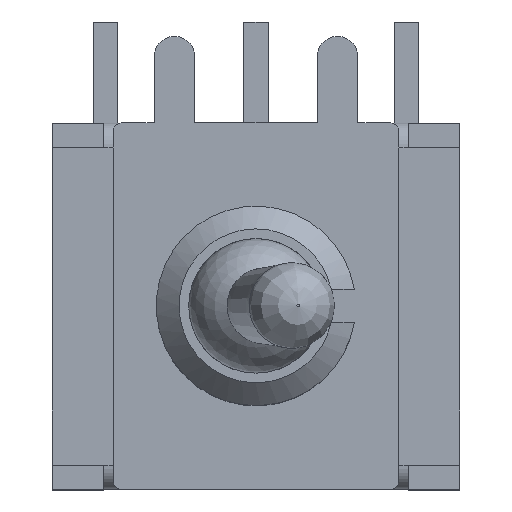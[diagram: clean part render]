
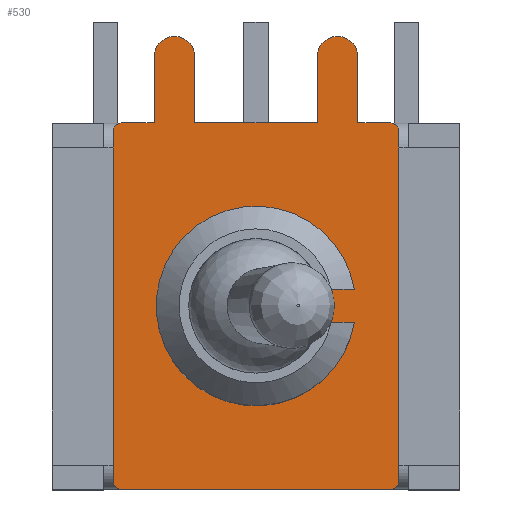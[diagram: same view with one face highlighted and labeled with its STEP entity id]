
A CAD part, top view. The second image highlights one B-rep face of the part: STEP entity #530.
In plain terms, the highlighted planar face has unit normal (0, 0, 1).
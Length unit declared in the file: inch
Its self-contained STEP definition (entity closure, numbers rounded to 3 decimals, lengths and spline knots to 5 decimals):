
#354=CARTESIAN_POINT('',(0.19272,0.35911,0.36969));
#355=DIRECTION('',(0.0,0.0,-1.0));
#356=DIRECTION('',(-1.0,0.0,0.0));
#357=AXIS2_PLACEMENT_3D('',#354,#355,#356);
#358=PLANE('',#357);
#359=CARTESIAN_POINT('',(-0.1752,0.21516,0.36969));
#360=VERTEX_POINT('',#359);
#361=CARTESIAN_POINT('',(-0.16535,0.225,0.36969));
#362=VERTEX_POINT('',#361);
#363=CARTESIAN_POINT('',(-0.16535,0.21516,0.36969));
#364=DIRECTION('',(0.0,0.0,-1.0));
#365=DIRECTION('',(-0.707,0.707,0.0));
#366=AXIS2_PLACEMENT_3D('',#363,#364,#365);
#367=CIRCLE('',#366,0.00984);
#368=EDGE_CURVE('',#360,#362,#367,.T.);
#369=ORIENTED_EDGE('',*,*,#368,.F.);
#370=CARTESIAN_POINT('',(-0.1752,-0.21516,0.36969));
#371=VERTEX_POINT('',#370);
#372=CARTESIAN_POINT('',(-0.1752,-0.21516,0.36969));
#373=DIRECTION('',(0.0,1.0,0.0));
#374=VECTOR('',#373,0.43031);
#375=LINE('',#372,#374);
#376=EDGE_CURVE('',#371,#360,#375,.T.);
#377=ORIENTED_EDGE('',*,*,#376,.F.);
#378=CARTESIAN_POINT('',(-0.16535,-0.225,0.36969));
#379=VERTEX_POINT('',#378);
#380=CARTESIAN_POINT('',(-0.16535,-0.21516,0.36969));
#381=DIRECTION('',(0.0,0.0,-1.0));
#382=DIRECTION('',(-0.707,-0.707,0.0));
#383=AXIS2_PLACEMENT_3D('',#380,#381,#382);
#384=CIRCLE('',#383,0.00984);
#385=EDGE_CURVE('',#379,#371,#384,.T.);
#386=ORIENTED_EDGE('',*,*,#385,.F.);
#387=CARTESIAN_POINT('',(0.16535,-0.225,0.36969));
#388=VERTEX_POINT('',#387);
#389=CARTESIAN_POINT('',(0.16535,-0.225,0.36969));
#390=DIRECTION('',(-1.0,0.0,0.0));
#391=VECTOR('',#390,0.33071);
#392=LINE('',#389,#391);
#393=EDGE_CURVE('',#388,#379,#392,.T.);
#394=ORIENTED_EDGE('',*,*,#393,.F.);
#395=CARTESIAN_POINT('',(0.1752,-0.21516,0.36969));
#396=VERTEX_POINT('',#395);
#397=CARTESIAN_POINT('',(0.16535,-0.21516,0.36969));
#398=DIRECTION('',(0.0,0.0,-1.0));
#399=DIRECTION('',(0.707,-0.707,0.0));
#400=AXIS2_PLACEMENT_3D('',#397,#398,#399);
#401=CIRCLE('',#400,0.00984);
#402=EDGE_CURVE('',#396,#388,#401,.T.);
#403=ORIENTED_EDGE('',*,*,#402,.F.);
#404=CARTESIAN_POINT('',(0.1752,0.21516,0.36969));
#405=VERTEX_POINT('',#404);
#406=CARTESIAN_POINT('',(0.1752,0.21516,0.36969));
#407=DIRECTION('',(0.0,-1.0,0.0));
#408=VECTOR('',#407,0.43031);
#409=LINE('',#406,#408);
#410=EDGE_CURVE('',#405,#396,#409,.T.);
#411=ORIENTED_EDGE('',*,*,#410,.F.);
#412=CARTESIAN_POINT('',(0.16535,0.225,0.36969));
#413=VERTEX_POINT('',#412);
#414=CARTESIAN_POINT('',(0.16535,0.21516,0.36969));
#415=DIRECTION('',(0.0,0.0,-1.0));
#416=DIRECTION('',(0.707,0.707,0.0));
#417=AXIS2_PLACEMENT_3D('',#414,#415,#416);
#418=CIRCLE('',#417,0.00984);
#419=EDGE_CURVE('',#413,#405,#418,.T.);
#420=ORIENTED_EDGE('',*,*,#419,.F.);
#421=CARTESIAN_POINT('',(0.125,0.225,0.36969));
#422=VERTEX_POINT('',#421);
#423=CARTESIAN_POINT('',(0.125,0.225,0.36969));
#424=DIRECTION('',(1.0,0.0,0.0));
#425=VECTOR('',#424,0.04035);
#426=LINE('',#423,#425);
#427=EDGE_CURVE('',#422,#413,#426,.T.);
#428=ORIENTED_EDGE('',*,*,#427,.F.);
#429=CARTESIAN_POINT('',(0.125,0.3063,0.36969));
#430=VERTEX_POINT('',#429);
#431=CARTESIAN_POINT('',(0.125,0.3063,0.36969));
#432=DIRECTION('',(0.0,-1.0,0.0));
#433=VECTOR('',#432,0.0813);
#434=LINE('',#431,#433);
#435=EDGE_CURVE('',#430,#422,#434,.T.);
#436=ORIENTED_EDGE('',*,*,#435,.F.);
#437=CARTESIAN_POINT('',(0.075,0.3063,0.36969));
#438=VERTEX_POINT('',#437);
#439=CARTESIAN_POINT('',(0.1,0.3063,0.36969));
#440=DIRECTION('',(0.0,0.0,-1.0));
#441=DIRECTION('',(-1.0,0.0,0.0));
#442=AXIS2_PLACEMENT_3D('',#439,#440,#441);
#443=CIRCLE('',#442,0.025);
#444=EDGE_CURVE('',#438,#430,#443,.T.);
#445=ORIENTED_EDGE('',*,*,#444,.F.);
#446=CARTESIAN_POINT('',(0.075,0.225,0.36969));
#447=VERTEX_POINT('',#446);
#448=CARTESIAN_POINT('',(0.075,0.225,0.36969));
#449=DIRECTION('',(0.0,1.0,0.0));
#450=VECTOR('',#449,0.0813);
#451=LINE('',#448,#450);
#452=EDGE_CURVE('',#447,#438,#451,.T.);
#453=ORIENTED_EDGE('',*,*,#452,.F.);
#454=CARTESIAN_POINT('',(-0.075,0.225,0.36969));
#455=VERTEX_POINT('',#454);
#456=CARTESIAN_POINT('',(-0.075,0.225,0.36969));
#457=DIRECTION('',(1.0,0.0,0.0));
#458=VECTOR('',#457,0.15);
#459=LINE('',#456,#458);
#460=EDGE_CURVE('',#455,#447,#459,.T.);
#461=ORIENTED_EDGE('',*,*,#460,.F.);
#462=CARTESIAN_POINT('',(-0.075,0.3063,0.36969));
#463=VERTEX_POINT('',#462);
#464=CARTESIAN_POINT('',(-0.075,0.3063,0.36969));
#465=DIRECTION('',(0.0,-1.0,0.0));
#466=VECTOR('',#465,0.0813);
#467=LINE('',#464,#466);
#468=EDGE_CURVE('',#463,#455,#467,.T.);
#469=ORIENTED_EDGE('',*,*,#468,.F.);
#470=CARTESIAN_POINT('',(-0.125,0.3063,0.36969));
#471=VERTEX_POINT('',#470);
#472=CARTESIAN_POINT('',(-0.1,0.3063,0.36969));
#473=DIRECTION('',(0.0,0.0,-1.0));
#474=DIRECTION('',(-1.0,0.0,0.0));
#475=AXIS2_PLACEMENT_3D('',#472,#473,#474);
#476=CIRCLE('',#475,0.025);
#477=EDGE_CURVE('',#471,#463,#476,.T.);
#478=ORIENTED_EDGE('',*,*,#477,.F.);
#479=CARTESIAN_POINT('',(-0.125,0.225,0.36969));
#480=VERTEX_POINT('',#479);
#481=CARTESIAN_POINT('',(-0.125,0.225,0.36969));
#482=DIRECTION('',(0.0,1.0,0.0));
#483=VECTOR('',#482,0.0813);
#484=LINE('',#481,#483);
#485=EDGE_CURVE('',#480,#471,#484,.T.);
#486=ORIENTED_EDGE('',*,*,#485,.F.);
#487=CARTESIAN_POINT('',(-0.16535,0.225,0.36969));
#488=DIRECTION('',(1.0,0.0,0.0));
#489=VECTOR('',#488,0.04035);
#490=LINE('',#487,#489);
#491=EDGE_CURVE('',#362,#480,#490,.T.);
#492=ORIENTED_EDGE('',*,*,#491,.F.);
#493=EDGE_LOOP('',(#369,#377,#386,#394,#403,#411,#420,#428,#436,#445,#453,#461,#469,#478,#486,#492));
#494=FACE_OUTER_BOUND('',#493,.T.);
#495=CARTESIAN_POINT('',(0.09283,-0.02008,0.36969));
#496=VERTEX_POINT('',#495);
#497=CARTESIAN_POINT('',(0.09283,0.02008,0.36969));
#498=VERTEX_POINT('',#497);
#499=CARTESIAN_POINT('',(0.09283,-0.02008,0.36969));
#500=DIRECTION('',(0.0,1.0,0.0));
#501=VECTOR('',#500,0.04016);
#502=LINE('',#499,#501);
#503=EDGE_CURVE('',#496,#498,#502,.T.);
#504=ORIENTED_EDGE('',*,*,#503,.F.);
#505=CARTESIAN_POINT('',(0.12078,-0.02008,0.36969));
#506=VERTEX_POINT('',#505);
#507=CARTESIAN_POINT('',(0.12078,-0.02008,0.36969));
#508=DIRECTION('',(-1.0,0.0,0.0));
#509=VECTOR('',#508,0.02795);
#510=LINE('',#507,#509);
#511=EDGE_CURVE('',#506,#496,#510,.T.);
#512=ORIENTED_EDGE('',*,*,#511,.F.);
#513=CARTESIAN_POINT('',(0.12078,0.02008,0.36969));
#514=VERTEX_POINT('',#513);
#515=CARTESIAN_POINT('',(0.,0.,0.36969));
#516=DIRECTION('',(0.0,0.0,1.0));
#517=DIRECTION('',(0.986,0.164,0.0));
#518=AXIS2_PLACEMENT_3D('',#515,#516,#517);
#519=CIRCLE('',#518,0.12244);
#520=EDGE_CURVE('',#514,#506,#519,.T.);
#521=ORIENTED_EDGE('',*,*,#520,.F.);
#522=CARTESIAN_POINT('',(0.09283,0.02008,0.36969));
#523=DIRECTION('',(1.0,0.0,0.0));
#524=VECTOR('',#523,0.02795);
#525=LINE('',#522,#524);
#526=EDGE_CURVE('',#498,#514,#525,.T.);
#527=ORIENTED_EDGE('',*,*,#526,.F.);
#528=EDGE_LOOP('',(#504,#512,#521,#527));
#529=FACE_BOUND('',#528,.T.);
#530=ADVANCED_FACE('',(#494,#529),#358,.F.);
